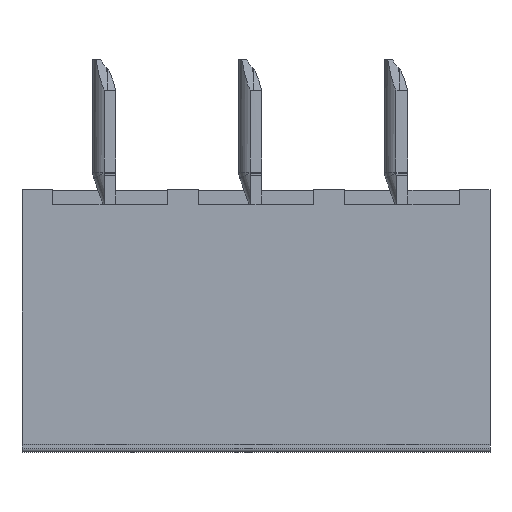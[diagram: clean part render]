
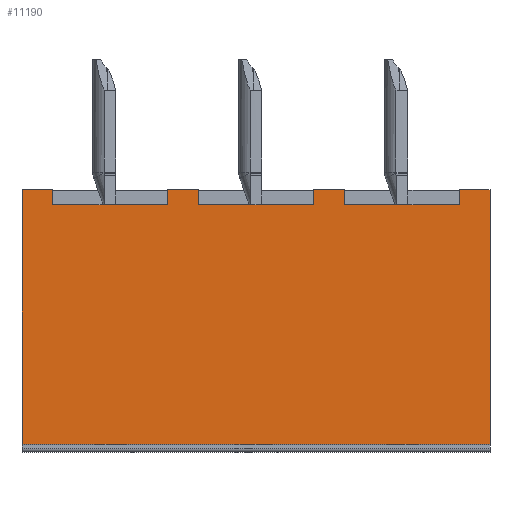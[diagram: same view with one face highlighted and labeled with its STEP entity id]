
A CAD part, top view. The second image highlights one B-rep face of the part: STEP entity #11190.
In plain terms, the highlighted planar face has unit normal (0, 0, 1).
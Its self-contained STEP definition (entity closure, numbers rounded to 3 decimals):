
#234=DIRECTION('',(-1.,0.,0.));
#235=VECTOR('',#234,3.);
#236=CARTESIAN_POINT('',(-6.12,2.55,0.));
#237=LINE('',#236,#235);
#242=DIRECTION('',(-1.,0.,0.));
#243=VECTOR('',#242,3.);
#244=CARTESIAN_POINT('',(-2.31,2.55,0.));
#245=LINE('',#244,#243);
#250=DIRECTION('',(-1.,0.,0.));
#251=VECTOR('',#250,3.);
#252=CARTESIAN_POINT('',(1.5,2.55,0.));
#253=LINE('',#252,#251);
#2540=DIRECTION('',(0.,-1.,0.));
#2541=VECTOR('',#2540,0.4);
#2542=CARTESIAN_POINT('',(-6.12,2.95,0.));
#2543=LINE('',#2542,#2541);
#2544=DIRECTION('',(1.,0.,0.));
#2545=VECTOR('',#2544,0.81);
#2546=CARTESIAN_POINT('',(-6.12,2.95,0.));
#2547=LINE('',#2546,#2545);
#2548=DIRECTION('',(0.,-1.,0.));
#2549=VECTOR('',#2548,0.4);
#2550=CARTESIAN_POINT('',(-5.31,2.95,0.));
#2551=LINE('',#2550,#2549);
#2552=DIRECTION('',(0.,-1.,0.));
#2553=VECTOR('',#2552,0.4);
#2554=CARTESIAN_POINT('',(-2.31,2.95,0.));
#2555=LINE('',#2554,#2553);
#2556=DIRECTION('',(1.,0.,0.));
#2557=VECTOR('',#2556,0.81);
#2558=CARTESIAN_POINT('',(-2.31,2.95,0.));
#2559=LINE('',#2558,#2557);
#2560=DIRECTION('',(0.,-1.,0.));
#2561=VECTOR('',#2560,0.4);
#2562=CARTESIAN_POINT('',(-1.5,2.95,0.));
#2563=LINE('',#2562,#2561);
#2564=DIRECTION('',(0.,-1.,0.));
#2565=VECTOR('',#2564,0.4);
#2566=CARTESIAN_POINT('',(1.5,2.95,0.));
#2567=LINE('',#2566,#2565);
#2568=DIRECTION('',(1.,0.,0.));
#2569=VECTOR('',#2568,0.8);
#2570=CARTESIAN_POINT('',(1.5,2.95,0.));
#2571=LINE('',#2570,#2569);
#2572=DIRECTION('',(1.,0.,0.));
#2573=VECTOR('',#2572,0.8);
#2574=CARTESIAN_POINT('',(-9.92,2.95,0.));
#2575=LINE('',#2574,#2573);
#2576=DIRECTION('',(0.,-1.,0.));
#2577=VECTOR('',#2576,0.4);
#2578=CARTESIAN_POINT('',(-9.12,2.95,0.));
#2579=LINE('',#2578,#2577);
#2657=DIRECTION('',(0.,-1.,0.));
#2658=VECTOR('',#2657,6.65);
#2659=CARTESIAN_POINT('',(-9.92,2.95,0.));
#2660=LINE('',#2659,#2658);
#2712=DIRECTION('',(0.,-1.,0.));
#2713=VECTOR('',#2712,6.65);
#2714=CARTESIAN_POINT('',(2.3,2.95,0.));
#2715=LINE('',#2714,#2713);
#2832=DIRECTION('',(1.,0.,0.));
#2833=VECTOR('',#2832,12.22);
#2834=CARTESIAN_POINT('',(-9.92,-3.7,0.));
#2835=LINE('',#2834,#2833);
#6209=CARTESIAN_POINT('',(-1.5,2.95,0.));
#6211=VERTEX_POINT('',#6209);
#6213=CARTESIAN_POINT('',(1.5,2.95,0.));
#6215=VERTEX_POINT('',#6213);
#6217=CARTESIAN_POINT('',(-1.5,2.55,0.));
#6218=VERTEX_POINT('',#6217);
#6219=CARTESIAN_POINT('',(1.5,2.55,0.));
#6220=VERTEX_POINT('',#6219);
#6383=CARTESIAN_POINT('',(-5.31,2.55,0.));
#6384=VERTEX_POINT('',#6383);
#6387=CARTESIAN_POINT('',(-2.31,2.55,0.));
#6388=VERTEX_POINT('',#6387);
#6391=CARTESIAN_POINT('',(-5.31,2.95,0.));
#6392=VERTEX_POINT('',#6391);
#6393=CARTESIAN_POINT('',(-2.31,2.95,0.));
#6394=VERTEX_POINT('',#6393);
#6557=CARTESIAN_POINT('',(-9.12,2.55,0.));
#6558=VERTEX_POINT('',#6557);
#6561=CARTESIAN_POINT('',(-6.12,2.55,0.));
#6562=VERTEX_POINT('',#6561);
#6565=CARTESIAN_POINT('',(-9.12,2.95,0.));
#6566=VERTEX_POINT('',#6565);
#6567=CARTESIAN_POINT('',(-6.12,2.95,0.));
#6568=VERTEX_POINT('',#6567);
#6688=CARTESIAN_POINT('',(2.3,2.95,0.));
#6690=VERTEX_POINT('',#6688);
#6691=CARTESIAN_POINT('',(2.3,-3.7,0.));
#6692=VERTEX_POINT('',#6691);
#6708=CARTESIAN_POINT('',(-9.92,2.95,0.));
#6710=VERTEX_POINT('',#6708);
#6711=CARTESIAN_POINT('',(-9.92,-3.7,0.));
#6712=VERTEX_POINT('',#6711);
#11154=CARTESIAN_POINT('',(-1.905,2.95,0.));
#11155=DIRECTION('',(0.,0.,1.));
#11156=DIRECTION('',(0.,-1.,0.));
#11157=AXIS2_PLACEMENT_3D('',#11154,#11155,#11156);
#11158=PLANE('',#11157);
#11159=ORIENTED_EDGE('',*,*,#7172,.F.);
#11161=ORIENTED_EDGE('',*,*,#11160,.F.);
#11163=ORIENTED_EDGE('',*,*,#11162,.T.);
#11165=ORIENTED_EDGE('',*,*,#11164,.T.);
#11166=ORIENTED_EDGE('',*,*,#7239,.F.);
#11168=ORIENTED_EDGE('',*,*,#11167,.F.);
#11170=ORIENTED_EDGE('',*,*,#11169,.T.);
#11172=ORIENTED_EDGE('',*,*,#11171,.T.);
#11173=ORIENTED_EDGE('',*,*,#7307,.F.);
#11175=ORIENTED_EDGE('',*,*,#11174,.F.);
#11177=ORIENTED_EDGE('',*,*,#11176,.T.);
#11179=ORIENTED_EDGE('',*,*,#11178,.T.);
#11181=ORIENTED_EDGE('',*,*,#11180,.F.);
#11183=ORIENTED_EDGE('',*,*,#11182,.F.);
#11185=ORIENTED_EDGE('',*,*,#11184,.T.);
#11187=ORIENTED_EDGE('',*,*,#11186,.T.);
#11188=EDGE_LOOP('',(#11159,#11161,#11163,#11165,#11166,#11168,#11170,#11172,
#11173,#11175,#11177,#11179,#11181,#11183,#11185,#11187));
#11189=FACE_OUTER_BOUND('',#11188,.F.);
#11190=ADVANCED_FACE('',(#11189),#11158,.T.);
#7172=EDGE_CURVE('',#6562,#6558,#237,.T.);
#7239=EDGE_CURVE('',#6388,#6384,#245,.T.);
#7307=EDGE_CURVE('',#6220,#6218,#253,.T.);
#11160=EDGE_CURVE('',#6568,#6562,#2543,.T.);
#11162=EDGE_CURVE('',#6568,#6392,#2547,.T.);
#11164=EDGE_CURVE('',#6392,#6384,#2551,.T.);
#11167=EDGE_CURVE('',#6394,#6388,#2555,.T.);
#11169=EDGE_CURVE('',#6394,#6211,#2559,.T.);
#11171=EDGE_CURVE('',#6211,#6218,#2563,.T.);
#11174=EDGE_CURVE('',#6215,#6220,#2567,.T.);
#11176=EDGE_CURVE('',#6215,#6690,#2571,.T.);
#11178=EDGE_CURVE('',#6690,#6692,#2715,.T.);
#11180=EDGE_CURVE('',#6712,#6692,#2835,.T.);
#11182=EDGE_CURVE('',#6710,#6712,#2660,.T.);
#11184=EDGE_CURVE('',#6710,#6566,#2575,.T.);
#11186=EDGE_CURVE('',#6566,#6558,#2579,.T.);
